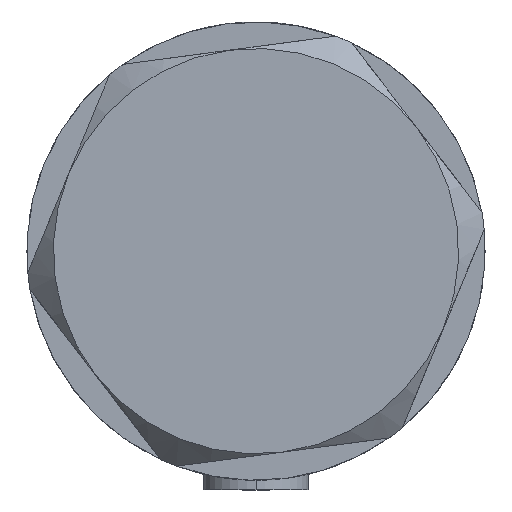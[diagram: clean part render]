
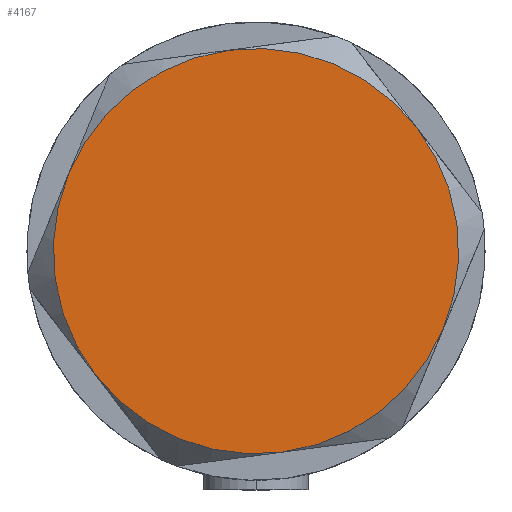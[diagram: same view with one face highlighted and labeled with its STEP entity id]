
A CAD part, left-side view. The second image highlights one B-rep face of the part: STEP entity #4167.
In plain terms, the highlighted face is planar.
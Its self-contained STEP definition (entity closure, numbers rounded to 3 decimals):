
#153 = ORIENTED_EDGE ( 'NONE', *, *, #1410, .T. ) ;
#247 = DIRECTION ( 'NONE',  ( 1., 0., 0. ) ) ;
#358 = CARTESIAN_POINT ( 'NONE',  ( 0., 0., 9. ) ) ;
#421 = CARTESIAN_POINT ( 'NONE',  ( -11.5, 19.919, 9. ) ) ;
#471 = VERTEX_POINT ( 'NONE', #1067 ) ;
#571 = VERTEX_POINT ( 'NONE', #2280 ) ;
#623 = CARTESIAN_POINT ( 'NONE',  ( 0., 0., 9. ) ) ;
#668 = DIRECTION ( 'NONE',  ( 0., 0., 1. ) ) ;
#716 = DIRECTION ( 'NONE',  ( 1., 0., 0. ) ) ;
#721 = ORIENTED_EDGE ( 'NONE', *, *, #3988, .T. ) ;
#726 = VERTEX_POINT ( 'NONE', #4976 ) ;
#786 = CIRCLE ( 'NONE', #1116, 23. ) ;
#955 = AXIS2_PLACEMENT_3D ( 'NONE', #4338, #3565, #1970 ) ;
#960 = AXIS2_PLACEMENT_3D ( 'NONE', #4195, #4740, #3247 ) ;
#1067 = CARTESIAN_POINT ( 'NONE',  ( -11.5, -19.919, 9. ) ) ;
#1116 = AXIS2_PLACEMENT_3D ( 'NONE', #623, #1439, #247 ) ;
#1204 = AXIS2_PLACEMENT_3D ( 'NONE', #4175, #1835, #716 ) ;
#1410 = EDGE_CURVE ( 'NONE', #471, #726, #786, .T. ) ;
#1439 = DIRECTION ( 'NONE',  ( 0., 0., 1. ) ) ;
#1476 = FACE_OUTER_BOUND ( 'NONE', #4230, .T. ) ;
#1835 = DIRECTION ( 'NONE',  ( 0., 0., 1. ) ) ;
#1958 = DIRECTION ( 'NONE',  ( 0., 0., 1. ) ) ;
#1970 = DIRECTION ( 'NONE',  ( 1., 0., 0. ) ) ;
#2028 = EDGE_CURVE ( 'NONE', #2510, #571, #2395, .T. ) ;
#2280 = CARTESIAN_POINT ( 'NONE',  ( -23., 0., 9. ) ) ;
#2365 = EDGE_CURVE ( 'NONE', #4737, #2613, #4174, .T. ) ;
#2395 = CIRCLE ( 'NONE', #955, 23. ) ;
#2477 = AXIS2_PLACEMENT_3D ( 'NONE', #4200, #3068, #3091 ) ;
#2478 = ORIENTED_EDGE ( 'NONE', *, *, #4653, .T. ) ;
#2510 = VERTEX_POINT ( 'NONE', #421 ) ;
#2594 = ORIENTED_EDGE ( 'NONE', *, *, #3079, .T. ) ;
#2613 = VERTEX_POINT ( 'NONE', #4883 ) ;
#2676 = DIRECTION ( 'NONE',  ( 1., 0., 0. ) ) ;
#2892 = CIRCLE ( 'NONE', #1204, 23. ) ;
#3068 = DIRECTION ( 'NONE',  ( 0., 0., 1. ) ) ;
#3079 = EDGE_CURVE ( 'NONE', #571, #471, #3217, .T. ) ;
#3091 = DIRECTION ( 'NONE',  ( 1., 0., 0. ) ) ;
#3125 = CARTESIAN_POINT ( 'NONE',  ( 23., 0., 9. ) ) ;
#3217 = CIRCLE ( 'NONE', #960, 23. ) ;
#3247 = DIRECTION ( 'NONE',  ( 1., 0., 0. ) ) ;
#3364 = CIRCLE ( 'NONE', #4453, 23. ) ;
#3565 = DIRECTION ( 'NONE',  ( 0., 0., 1. ) ) ;
#3754 = DIRECTION ( 'NONE',  ( 1., 0., 0. ) ) ;
#3773 = PLANE ( 'NONE',  #2477 ) ;
#3887 = ORIENTED_EDGE ( 'NONE', *, *, #2028, .T. ) ;
#3988 = EDGE_CURVE ( 'NONE', #726, #4737, #2892, .T. ) ;
#4167 = ADVANCED_FACE ( 'NONE', ( #1476 ), #3773, .T. ) ;
#4174 = CIRCLE ( 'NONE', #5052, 23. ) ;
#4175 = CARTESIAN_POINT ( 'NONE',  ( 0., 0., 9. ) ) ;
#4195 = CARTESIAN_POINT ( 'NONE',  ( 0., 0., 9. ) ) ;
#4200 = CARTESIAN_POINT ( 'NONE',  ( 0., 0., 9. ) ) ;
#4230 = EDGE_LOOP ( 'NONE', ( #721, #4700, #2478, #3887, #2594, #153 ) ) ;
#4338 = CARTESIAN_POINT ( 'NONE',  ( 0., 0., 9. ) ) ;
#4453 = AXIS2_PLACEMENT_3D ( 'NONE', #5063, #668, #3754 ) ;
#4653 = EDGE_CURVE ( 'NONE', #2613, #2510, #3364, .T. ) ;
#4700 = ORIENTED_EDGE ( 'NONE', *, *, #2365, .T. ) ;
#4737 = VERTEX_POINT ( 'NONE', #3125 ) ;
#4740 = DIRECTION ( 'NONE',  ( 0., 0., 1. ) ) ;
#4883 = CARTESIAN_POINT ( 'NONE',  ( 11.5, 19.919, 9. ) ) ;
#4976 = CARTESIAN_POINT ( 'NONE',  ( 11.5, -19.919, 9. ) ) ;
#5052 = AXIS2_PLACEMENT_3D ( 'NONE', #358, #1958, #2676 ) ;
#5063 = CARTESIAN_POINT ( 'NONE',  ( 0., 0., 9. ) ) ;
